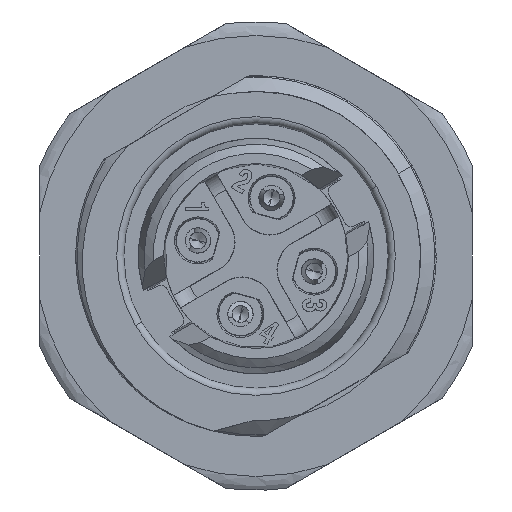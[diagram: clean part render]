
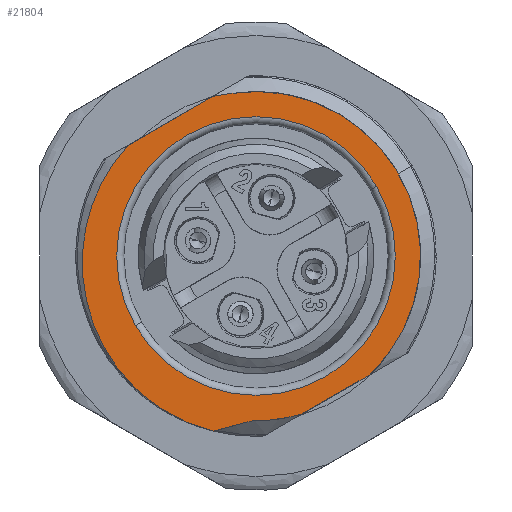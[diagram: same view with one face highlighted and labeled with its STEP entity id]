
A CAD part, front view. The second image highlights one B-rep face of the part: STEP entity #21804.
In plain terms, the highlighted planar face has unit normal (0, -1, 0).
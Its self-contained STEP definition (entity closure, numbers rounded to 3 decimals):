
#7356=DIRECTION('',(0.866,0.,0.5));
#7357=VECTOR('',#7356,4.069);
#7358=CARTESIAN_POINT('',(-5.322,-7.,4.606));
#7359=LINE('',#7358,#7357);
#7360=DIRECTION('',(-0.866,0.,-0.5));
#7361=VECTOR('',#7360,3.286);
#7362=CARTESIAN_POINT('',(4.748,-7.,-4.937));
#7363=LINE('',#7362,#7361);
#7364=DIRECTION('',(-0.966,0.,-0.259));
#7365=VECTOR('',#7364,1.701);
#7366=CARTESIAN_POINT('',(-0.123,-7.,-6.849));
#7367=LINE('',#7366,#7365);
#7368=CARTESIAN_POINT('',(0.,-7.,0.));
#7369=DIRECTION('',(0.,1.,0.));
#7370=DIRECTION('',(0.866,0.,0.5));
#7371=AXIS2_PLACEMENT_3D('',#7368,#7369,#7370);
#7373=CARTESIAN_POINT('',(0.,-7.,0.));
#7374=DIRECTION('',(0.,1.,0.));
#7375=DIRECTION('',(-0.866,0.,-0.5));
#7376=AXIS2_PLACEMENT_3D('',#7373,#7374,#7375);
#7950=CARTESIAN_POINT('',(0.,-7.,0.));
#7951=DIRECTION('',(0.,-1.,0.));
#7952=DIRECTION('',(-0.018,0.,-1.));
#7953=AXIS2_PLACEMENT_3D('',#7950,#7951,#7952);
#8036=CARTESIAN_POINT('',(-1.766,-7.,-7.289));
#8037=CARTESIAN_POINT('',(-1.981,-7.,-7.237));
#8038=CARTESIAN_POINT('',(-2.404,-7.,-7.114));
#8039=CARTESIAN_POINT('',(-3.021,-7.,-6.871));
#8040=CARTESIAN_POINT('',(-3.61,-7.,-6.572));
#8041=CARTESIAN_POINT('',(-4.164,-7.,-6.224));
#8042=CARTESIAN_POINT('',(-4.679,-7.,-5.829));
#8043=CARTESIAN_POINT('',(-4.981,-7.,-5.549));
#8044=CARTESIAN_POINT('',(-5.123,-7.,-5.404));
#8063=CARTESIAN_POINT('',(-5.123,-7.,-5.404));
#8064=CARTESIAN_POINT('',(-5.279,-7.,-5.246));
#8065=CARTESIAN_POINT('',(-5.574,-7.,-4.917));
#8066=CARTESIAN_POINT('',(-5.971,-7.,-4.386));
#8067=CARTESIAN_POINT('',(-6.317,-7.,-3.824));
#8068=CARTESIAN_POINT('',(-6.612,-7.,-3.234));
#8069=CARTESIAN_POINT('',(-6.852,-7.,-2.622));
#8070=CARTESIAN_POINT('',(-7.036,-7.,-1.993));
#8071=CARTESIAN_POINT('',(-7.163,-7.,-1.351));
#8072=CARTESIAN_POINT('',(-7.231,-7.,-0.702));
#8073=CARTESIAN_POINT('',(-7.241,-7.,-0.051));
#8074=CARTESIAN_POINT('',(-7.192,-7.,0.596));
#8075=CARTESIAN_POINT('',(-7.086,-7.,1.236));
#8076=CARTESIAN_POINT('',(-6.923,-7.,1.861));
#8077=CARTESIAN_POINT('',(-6.705,-7.,2.467));
#8078=CARTESIAN_POINT('',(-6.434,-7.,3.051));
#8079=CARTESIAN_POINT('',(-6.112,-7.,3.605));
#8080=CARTESIAN_POINT('',(-5.743,-7.,4.128));
#8081=CARTESIAN_POINT('',(-5.467,-7.,4.451));
#8082=CARTESIAN_POINT('',(-5.322,-7.,4.606));
#9160=CARTESIAN_POINT('',(0.,-7.,0.));
#9161=DIRECTION('',(0.,-1.,0.));
#9162=DIRECTION('',(0.693,0.,-0.721));
#9163=AXIS2_PLACEMENT_3D('',#9160,#9161,#9162);
#9165=CARTESIAN_POINT('',(-1.042,-7.,6.77));
#9212=CARTESIAN_POINT('',(-1.798,-7.,6.641));
#9213=CARTESIAN_POINT('',(-1.715,-7.,6.66));
#9214=CARTESIAN_POINT('',(-1.548,-7.,6.695));
#9215=CARTESIAN_POINT('',(-1.296,-7.,6.738));
#9216=CARTESIAN_POINT('',(-1.127,-7.,6.761));
#9217=CARTESIAN_POINT('',(-1.042,-7.,6.77));
#10973=CARTESIAN_POINT('',(-5.322,-7.,4.606));
#10974=CARTESIAN_POINT('',(-1.798,-7.,6.641));
#10975=VERTEX_POINT('',#10973);
#10976=VERTEX_POINT('',#10974);
#10977=CARTESIAN_POINT('',(4.748,-7.,-4.937));
#10978=CARTESIAN_POINT('',(1.902,-7.,-6.581));
#10979=VERTEX_POINT('',#10977);
#10980=VERTEX_POINT('',#10978);
#11100=CARTESIAN_POINT('',(5.023,-7.,2.9));
#11101=CARTESIAN_POINT('',(-5.023,-7.,-2.9));
#11102=VERTEX_POINT('',#11100);
#11103=VERTEX_POINT('',#11101);
#11117=VERTEX_POINT('',#9165);
#11123=CARTESIAN_POINT('',(-0.123,-7.,-6.849));
#11124=CARTESIAN_POINT('',(-1.766,-7.,-7.289));
#11125=VERTEX_POINT('',#11123);
#11126=VERTEX_POINT('',#11124);
#11128=VERTEX_POINT('',#8044);
#21776=CARTESIAN_POINT('',(0.,-7.,0.));
#21777=DIRECTION('',(0.,-1.,0.));
#21778=DIRECTION('',(0.866,0.,0.5));
#21779=AXIS2_PLACEMENT_3D('',#21776,#21777,#21778);
#21780=PLANE('',#21779);
#21782=ORIENTED_EDGE('',*,*,#21781,.T.);
#21784=ORIENTED_EDGE('',*,*,#21783,.T.);
#21786=ORIENTED_EDGE('',*,*,#21785,.F.);
#21788=ORIENTED_EDGE('',*,*,#21787,.T.);
#21790=ORIENTED_EDGE('',*,*,#21789,.F.);
#21792=ORIENTED_EDGE('',*,*,#21791,.T.);
#21794=ORIENTED_EDGE('',*,*,#21793,.T.);
#21796=ORIENTED_EDGE('',*,*,#21795,.T.);
#21797=EDGE_LOOP('',(#21782,#21784,#21786,#21788,#21790,#21792,#21794,#21796));
#21798=FACE_OUTER_BOUND('',#21797,.F.);
#21800=ORIENTED_EDGE('',*,*,#21799,.F.);
#21801=ORIENTED_EDGE('',*,*,#21766,.F.);
#21802=EDGE_LOOP('',(#21800,#21801));
#21803=FACE_BOUND('',#21802,.F.);
#7372=CIRCLE('',#7371,5.8);
#7377=CIRCLE('',#7376,5.8);
#7954=CIRCLE('',#7953,6.85);
#8045=B_SPLINE_CURVE_WITH_KNOTS('',3,(#8036,#8037,#8038,#8039,#8040,#8041,#8042,
#8043,#8044),.UNSPECIFIED.,.F.,.F.,(4,1,1,1,1,1,4),(0.,0.167,
0.333,0.5,0.667,0.833,1.),
.UNSPECIFIED.);
#8083=B_SPLINE_CURVE_WITH_KNOTS('',3,(#8063,#8064,#8065,#8066,#8067,#8068,#8069,
#8070,#8071,#8072,#8073,#8074,#8075,#8076,#8077,#8078,#8079,#8080,#8081,#8082),
.UNSPECIFIED.,.F.,.F.,(4,1,1,1,1,1,1,1,1,1,1,1,1,1,1,1,1,4),(0.,
0.059,0.118,0.176,0.235,
0.294,0.353,0.412,0.471,
0.529,0.588,0.647,0.706,
0.765,0.824,0.882,0.941,1.),
.UNSPECIFIED.);
#9164=CIRCLE('',#9163,6.85);
#9218=B_SPLINE_CURVE_WITH_KNOTS('',3,(#9212,#9213,#9214,#9215,#9216,#9217),
.UNSPECIFIED.,.F.,.F.,(4,1,1,4),(0.,0.333,0.667,1.),
.UNSPECIFIED.);
#21766=EDGE_CURVE('',#11103,#11102,#7377,.T.);
#21781=EDGE_CURVE('',#10975,#10976,#7359,.T.);
#21783=EDGE_CURVE('',#10976,#11117,#9218,.T.);
#21785=EDGE_CURVE('',#10979,#11117,#9164,.T.);
#21787=EDGE_CURVE('',#10979,#10980,#7363,.T.);
#21789=EDGE_CURVE('',#11125,#10980,#7954,.T.);
#21791=EDGE_CURVE('',#11125,#11126,#7367,.T.);
#21793=EDGE_CURVE('',#11126,#11128,#8045,.T.);
#21795=EDGE_CURVE('',#11128,#10975,#8083,.T.);
#21799=EDGE_CURVE('',#11102,#11103,#7372,.T.);
#21804=ADVANCED_FACE('',(#21798,#21803),#21780,.T.);
